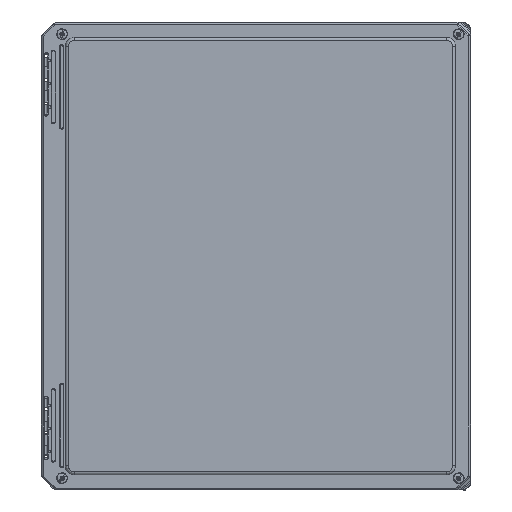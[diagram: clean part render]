
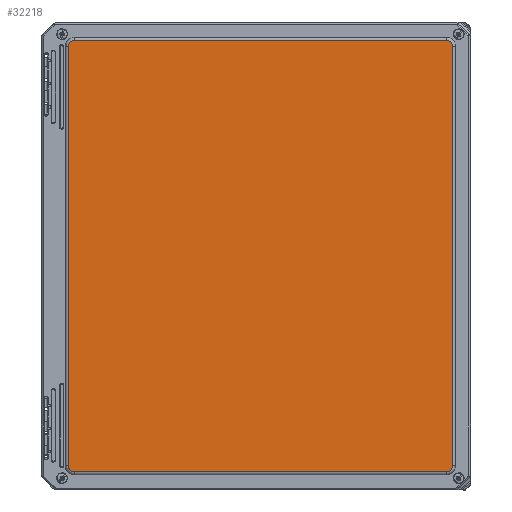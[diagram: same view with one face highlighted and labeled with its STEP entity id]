
A CAD part, top view. The second image highlights one B-rep face of the part: STEP entity #32218.
In plain terms, the highlighted face is planar.
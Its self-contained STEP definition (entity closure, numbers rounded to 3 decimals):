
#1295=ELLIPSE('',#35926,0.25,0.25);
#1298=ELLIPSE('',#35930,0.25,0.25);
#1299=ELLIPSE('',#35936,0.25,0.25);
#1302=ELLIPSE('',#35940,0.25,0.25);
#4569=LINE('',#74822,#6886);
#4571=LINE('',#74975,#6888);
#4574=LINE('',#74982,#6891);
#4576=LINE('',#75130,#6893);
#6886=VECTOR('',#45232,15.742);
#6888=VECTOR('',#45252,17.742);
#6891=VECTOR('',#45259,17.742);
#6893=VECTOR('',#45275,15.742);
#7647=PLANE('',#35946);
#9663=FACE_OUTER_BOUND('',#11733,.T.);
#11733=EDGE_LOOP('',(#29582,#29583,#29584,#29585,#29586,#29587,#29588,#29589));
#15856=VERTEX_POINT('',#74819);
#15857=VERTEX_POINT('',#74821);
#15860=VERTEX_POINT('',#74890);
#15861=VERTEX_POINT('',#74966);
#15864=VERTEX_POINT('',#74973);
#15865=VERTEX_POINT('',#74978);
#15868=VERTEX_POINT('',#75056);
#15869=VERTEX_POINT('',#75123);
#20466=EDGE_CURVE('',#15856,#15857,#4569,.T.);
#20470=EDGE_CURVE('',#15860,#15856,#1295,.T.);
#20474=EDGE_CURVE('',#15857,#15861,#1298,.T.);
#20476=EDGE_CURVE('',#15864,#15860,#4571,.T.);
#20480=EDGE_CURVE('',#15861,#15865,#4574,.T.);
#20482=EDGE_CURVE('',#15868,#15864,#1299,.T.);
#20486=EDGE_CURVE('',#15865,#15869,#1302,.T.);
#20488=EDGE_CURVE('',#15869,#15868,#4576,.T.);
#29582=ORIENTED_EDGE('',*,*,#20466,.F.);
#29583=ORIENTED_EDGE('',*,*,#20470,.F.);
#29584=ORIENTED_EDGE('',*,*,#20476,.F.);
#29585=ORIENTED_EDGE('',*,*,#20482,.F.);
#29586=ORIENTED_EDGE('',*,*,#20488,.F.);
#29587=ORIENTED_EDGE('',*,*,#20486,.F.);
#29588=ORIENTED_EDGE('',*,*,#20480,.F.);
#29589=ORIENTED_EDGE('',*,*,#20474,.F.);
#32218=ADVANCED_FACE('',(#9663),#7647,.F.);
#35926=AXIS2_PLACEMENT_3D('',#74892,#45238,#45239);
#35930=AXIS2_PLACEMENT_3D('',#74970,#45246,#45247);
#35936=AXIS2_PLACEMENT_3D('',#75058,#45262,#45263);
#35940=AXIS2_PLACEMENT_3D('',#75127,#45270,#45271);
#35946=AXIS2_PLACEMENT_3D('',#75140,#45289,#45290);
#45232=DIRECTION('',(1.,0.,0.));
#45238=DIRECTION('center_axis',(0.,0.,1.));
#45239=DIRECTION('ref_axis',(-0.707,-0.707,0.));
#45246=DIRECTION('center_axis',(0.,0.,1.));
#45247=DIRECTION('ref_axis',(0.707,-0.707,0.));
#45252=DIRECTION('',(0.,-1.,0.));
#45259=DIRECTION('',(0.,1.,0.));
#45262=DIRECTION('center_axis',(0.,0.,1.));
#45263=DIRECTION('ref_axis',(-0.707,0.707,0.));
#45270=DIRECTION('center_axis',(0.,0.,1.));
#45271=DIRECTION('ref_axis',(0.707,0.707,0.));
#45275=DIRECTION('',(-1.,0.,0.));
#45289=DIRECTION('center_axis',(0.,0.,1.));
#45290=DIRECTION('ref_axis',(1.,0.,0.));
#74819=CARTESIAN_POINT('',(-7.683,-9.121,0.));
#74821=CARTESIAN_POINT('',(8.058,-9.121,0.));
#74822=CARTESIAN_POINT('',(-7.683,-9.121,0.));
#74890=CARTESIAN_POINT('',(-7.933,-8.871,0.));
#74892=CARTESIAN_POINT('Origin',(-7.683,-8.871,0.));
#74966=CARTESIAN_POINT('',(8.308,-8.871,0.));
#74970=CARTESIAN_POINT('Origin',(8.058,-8.871,0.));
#74973=CARTESIAN_POINT('',(-7.933,8.871,0.));
#74975=CARTESIAN_POINT('',(-7.933,8.871,0.));
#74978=CARTESIAN_POINT('',(8.308,8.871,0.));
#74982=CARTESIAN_POINT('',(8.308,-8.871,0.));
#75056=CARTESIAN_POINT('',(-7.683,9.121,0.));
#75058=CARTESIAN_POINT('Origin',(-7.683,8.871,0.));
#75123=CARTESIAN_POINT('',(8.058,9.121,0.));
#75127=CARTESIAN_POINT('Origin',(8.058,8.871,0.));
#75130=CARTESIAN_POINT('',(8.058,9.121,0.));
#75140=CARTESIAN_POINT('Origin',(0.188,0.,0.));
